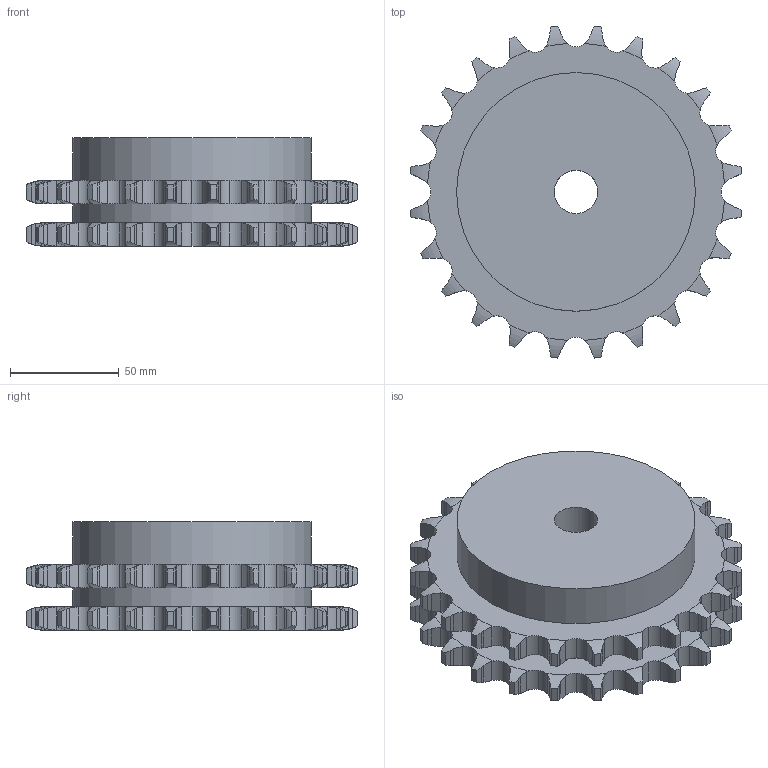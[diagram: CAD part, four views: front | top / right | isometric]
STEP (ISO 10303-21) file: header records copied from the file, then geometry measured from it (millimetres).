
FILE_DESCRIPTION(('FreeCAD Model'),'2;1');
FILE_NAME('Open CASCADE Shape Model','2021-08-08T11:17:33',('FreeCAD'),( 'FreeCAD'),'Open CASCADE STEP processor 7.4','FreeCAD','Unknown');
FILE_SCHEMA(('AUTOMOTIVE_DESIGN { 1 0 10303 214 1 1 1 1 }'));
Products named in the file (1): Open CASCADE STEP translator 7.4 55
Bounding box: 152.93 x 152.93 x 50 mm (x, y, z)
Volume: 591539.8 mm3; surface area: 70399.6 mm2
Topology: 1 solids, 1 shells, 537 faces, 1594 edges, 1063 vertices
Faces by surface type: cylinder 339, plane 102, torus 96
Full cylindrical faces by diameter (mm): 20 x1, 110 x2
Entity records: 48869 total; most frequent: CARTESIAN_POINT 21791, DIRECTION 3727, ORIENTED_EDGE 3188, PCURVE 3188, DEFINITIONAL_REPRESENTATION 3188, B_SPLINE_CURVE_WITH_KNOTS 2304, LINE 1791, VECTOR 1791
